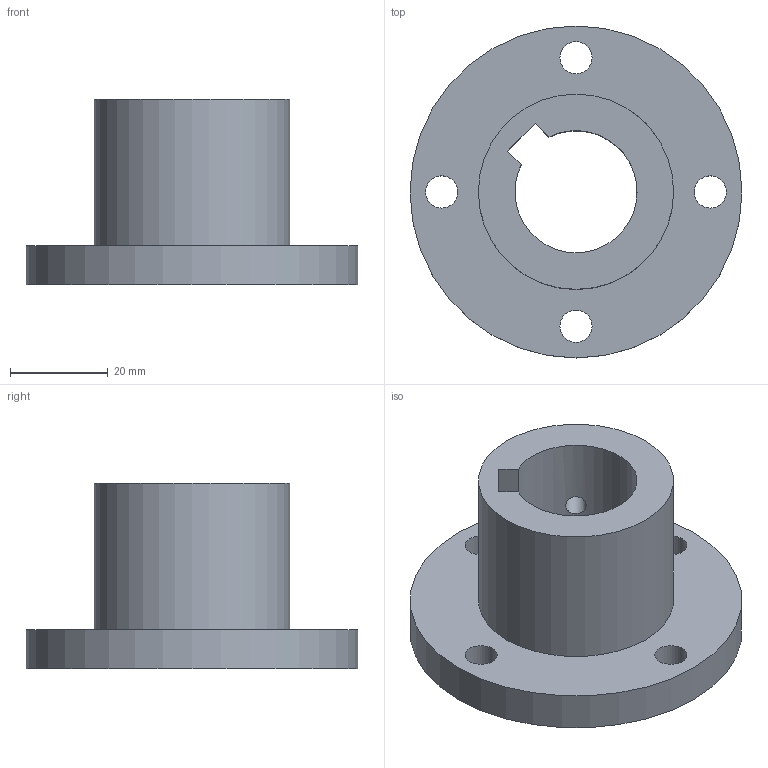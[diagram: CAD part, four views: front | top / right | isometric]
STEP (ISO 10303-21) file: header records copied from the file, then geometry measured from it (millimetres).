
FILE_DESCRIPTION(/* description */ (''),/* implementation_level */ '2;1');
FILE_NAME(/* name */ 'Support Arbre Moteur v11.step',/* time_stamp */ '2020-08-25T08:52:18+02:00',/* author */ (''),/* organization */ (''),/* preprocessor_version */ 'ST-DEVELOPER v18.1',/* originating_system */ 'Autodesk Translation Framework v9.3.0.1241',/* authorisation */ '');
FILE_SCHEMA (('AUTOMOTIVE_DESIGN { 1 0 10303 214 3 1 1 }'));
Length unit declared in the file: millimetre
Products named in the file (1): Support  Arbre Moteur
Bounding box: 68 x 68 x 38 mm (x, y, z)
Volume: 45796.9 mm3; surface area: 15446.1 mm2
Topology: 1 solids, 1 shells, 14 faces, 34 edges, 23 vertices
Faces by surface type: cylinder 8, plane 6
Full cylindrical faces by diameter (mm): 4.234 x1, 6.6 x4, 40 x1, 68 x1
Entity records: 538 total; most frequent: CARTESIAN_POINT 139, DIRECTION 75, ORIENTED_EDGE 68, EDGE_CURVE 34, AXIS2_PLACEMENT_3D 29, EDGE_LOOP 27, VERTEX_POINT 23, LINE 17
